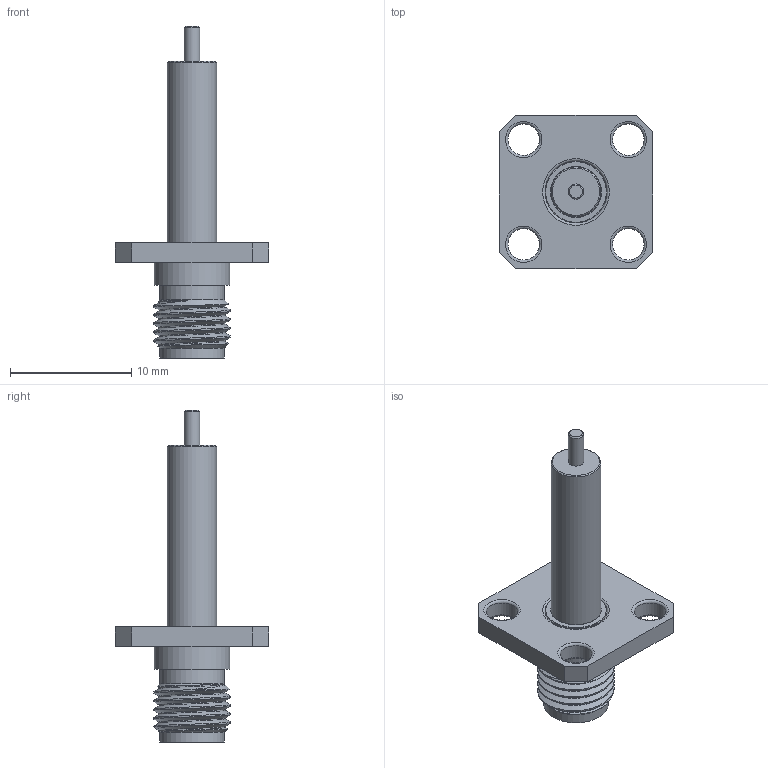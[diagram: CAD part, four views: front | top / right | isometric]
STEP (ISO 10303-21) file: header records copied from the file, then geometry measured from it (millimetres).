
FILE_DESCRIPTION(/* description */ ('Unknown'),/* implementation_level */ '2;1');
FILE_NAME(/* name */ '60312422114522',/* time_stamp */ '2018-09-19T16:23:30+02:00',/* author */ ('Unknown'),/* organization */ ('Unknown'),/* preprocessor_version */ 'ST-DEVELOPER v16.7',/* originating_system */ 'DEX',/* authorisation */ $);
FILE_SCHEMA (('AUTOMOTIVE_DESIGN {1 0 10303 214 3 1 1}'));
Length unit declared in the file: millimetre
Products named in the file (1): 60312422114522
Bounding box: 12.7 x 12.7 x 27.4 mm (x, y, z)
Volume: 588.6 mm3; surface area: 844.2 mm2
Topology: 1 solids, 3 shells, 64 faces, 146 edges, 94 vertices
Faces by surface type: plane 24, cylinder 20, torus 13, cone 5, bspline 2
Full cylindrical faces by diameter (mm): 1.27 x1, 2.6 x4, 4.1 x3, 4.95 x1, 5.1 x1, 5.101 x1, 5.35 x2, 6.24 x1
Entity records: 2689 total; most frequent: CARTESIAN_POINT 936, DIRECTION 282, ORIENTED_EDGE 206, AXIS2_PLACEMENT_3D 125, EDGE_LOOP 112, FACE_BOUND 112, EDGE_CURVE 103, VERTEX_POINT 83
